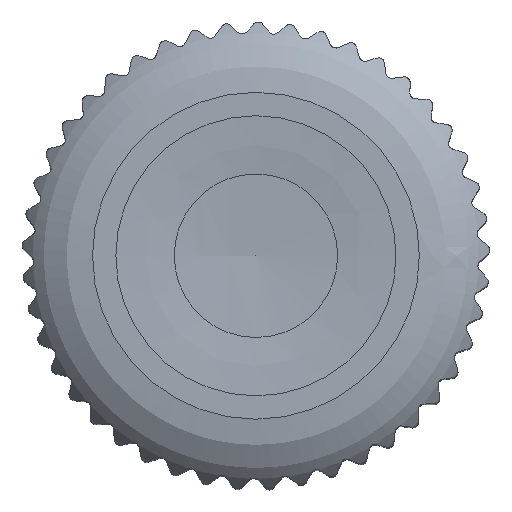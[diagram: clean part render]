
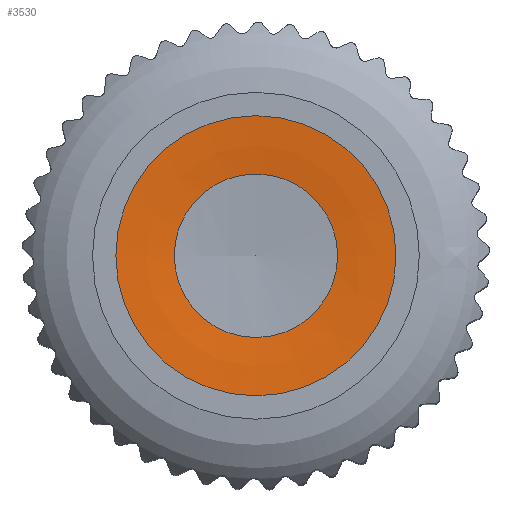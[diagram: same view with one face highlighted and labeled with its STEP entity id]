
A CAD part, top view. The second image highlights one B-rep face of the part: STEP entity #3530.
In plain terms, the highlighted free-form (B-spline) face has degree [2, 2] with [3, 9] control points.
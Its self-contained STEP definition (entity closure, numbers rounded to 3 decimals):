
#115=(
BOUNDED_SURFACE()
B_SPLINE_SURFACE(2,2,((#6893,#6894,#6895,#6896,#6897,#6898,#6899,#6900,
#6901),(#6902,#6903,#6904,#6905,#6906,#6907,#6908,#6909,#6910),(#6911,#6912,
#6913,#6914,#6915,#6916,#6917,#6918,#6919)),.UNSPECIFIED.,.F.,.T.,.F.)
B_SPLINE_SURFACE_WITH_KNOTS((3,3),(3,2,2,2,3),(-1.685,-1.616),
(-3.142,-1.571,0.,1.571,3.142),
 .UNSPECIFIED.)
GEOMETRIC_REPRESENTATION_ITEM()
RATIONAL_B_SPLINE_SURFACE(((1.,0.707,1.,0.707,1.,
0.707,1.,0.707,1.),(0.999,0.707,
0.999,0.707,0.999,0.707,
0.999,0.707,0.999),(1.,0.707,
1.,0.707,1.,0.707,1.,0.707,1.)))
REPRESENTATION_ITEM('')
SURFACE()
);
#395=FACE_OUTER_BOUND('',#589,.T.);
#589=EDGE_LOOP('',(#2591,#2592,#2593,#2594,#2595));
#1351=CIRCLE('',#3748,3.5);
#1352=CIRCLE('',#3749,36.533);
#1353=CIRCLE('',#3750,6.);
#1354=CIRCLE('',#3751,3.5);
#1638=VERTEX_POINT('',#6920);
#1639=VERTEX_POINT('',#6921);
#1640=VERTEX_POINT('',#6923);
#2019=EDGE_CURVE('',#1638,#1639,#1351,.T.);
#2020=EDGE_CURVE('',#1639,#1640,#1352,.T.);
#2021=EDGE_CURVE('',#1640,#1640,#1353,.T.);
#2022=EDGE_CURVE('',#1639,#1638,#1354,.T.);
#2591=ORIENTED_EDGE('',*,*,#2019,.T.);
#2592=ORIENTED_EDGE('',*,*,#2020,.T.);
#2593=ORIENTED_EDGE('',*,*,#2021,.F.);
#2594=ORIENTED_EDGE('',*,*,#2020,.F.);
#2595=ORIENTED_EDGE('',*,*,#2022,.T.);
#3530=ADVANCED_FACE('',(#395),#115,.F.);
#3748=AXIS2_PLACEMENT_3D('',#6922,#4067,#4068);
#3749=AXIS2_PLACEMENT_3D('',#6924,#4069,#4070);
#3750=AXIS2_PLACEMENT_3D('',#6925,#4071,#4072);
#3751=AXIS2_PLACEMENT_3D('',#6926,#4073,#4074);
#4067=DIRECTION('center_axis',(0.,0.,-1.));
#4068=DIRECTION('ref_axis',(1.,0.,0.));
#4069=DIRECTION('center_axis',(0.,1.,0.));
#4070=DIRECTION('ref_axis',(1.,0.,0.));
#4071=DIRECTION('center_axis',(0.,0.,-1.));
#4072=DIRECTION('ref_axis',(-1.,0.,0.));
#4073=DIRECTION('center_axis',(0.,0.,-1.));
#4074=DIRECTION('ref_axis',(1.,0.,0.));
#6893=CARTESIAN_POINT('Ctrl Pts',(3.5,0.,19.8));
#6894=CARTESIAN_POINT('Ctrl Pts',(3.5,-3.5,19.8));
#6895=CARTESIAN_POINT('Ctrl Pts',(0.,-3.5,19.8));
#6896=CARTESIAN_POINT('Ctrl Pts',(-3.5,-3.5,19.8));
#6897=CARTESIAN_POINT('Ctrl Pts',(-3.5,0.,19.8));
#6898=CARTESIAN_POINT('Ctrl Pts',(-3.5,3.5,19.8));
#6899=CARTESIAN_POINT('Ctrl Pts',(0.,3.5,19.8));
#6900=CARTESIAN_POINT('Ctrl Pts',(3.5,3.5,19.8));
#6901=CARTESIAN_POINT('Ctrl Pts',(3.5,0.,19.8));
#6902=CARTESIAN_POINT('Ctrl Pts',(4.747,0.,19.943));
#6903=CARTESIAN_POINT('Ctrl Pts',(4.747,-4.747,19.943));
#6904=CARTESIAN_POINT('Ctrl Pts',(0.,-4.747,19.943));
#6905=CARTESIAN_POINT('Ctrl Pts',(-4.747,-4.747,19.943));
#6906=CARTESIAN_POINT('Ctrl Pts',(-4.747,0.,19.943));
#6907=CARTESIAN_POINT('Ctrl Pts',(-4.747,4.747,19.943));
#6908=CARTESIAN_POINT('Ctrl Pts',(0.,4.747,19.943));
#6909=CARTESIAN_POINT('Ctrl Pts',(4.747,4.747,19.943));
#6910=CARTESIAN_POINT('Ctrl Pts',(4.747,0.,19.943));
#6911=CARTESIAN_POINT('Ctrl Pts',(6.,0.,20.));
#6912=CARTESIAN_POINT('Ctrl Pts',(6.,-6.,20.));
#6913=CARTESIAN_POINT('Ctrl Pts',(0.,-6.,20.));
#6914=CARTESIAN_POINT('Ctrl Pts',(-6.,-6.,20.));
#6915=CARTESIAN_POINT('Ctrl Pts',(-6.,0.,20.));
#6916=CARTESIAN_POINT('Ctrl Pts',(-6.,6.,20.));
#6917=CARTESIAN_POINT('Ctrl Pts',(0.,6.,20.));
#6918=CARTESIAN_POINT('Ctrl Pts',(6.,6.,20.));
#6919=CARTESIAN_POINT('Ctrl Pts',(6.,0.,20.));
#6920=CARTESIAN_POINT('',(-3.5,0.,19.8));
#6921=CARTESIAN_POINT('',(3.5,0.,19.8));
#6922=CARTESIAN_POINT('Origin',(0.,0.,19.8));
#6923=CARTESIAN_POINT('',(6.,0.,20.));
#6924=CARTESIAN_POINT('Origin',(7.662,0.,
-16.495));
#6925=CARTESIAN_POINT('Origin',(0.,0.,20.));
#6926=CARTESIAN_POINT('Origin',(0.,0.,19.8));
